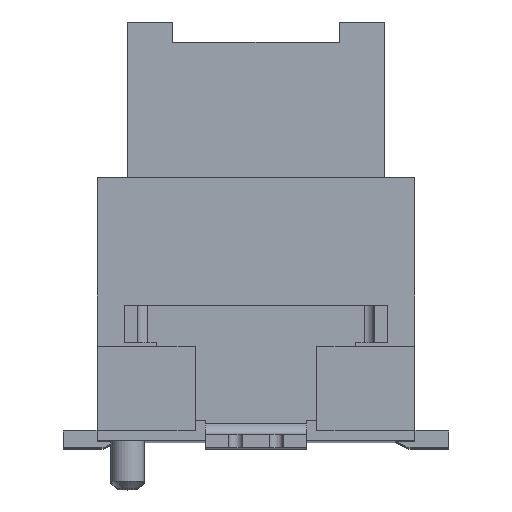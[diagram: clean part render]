
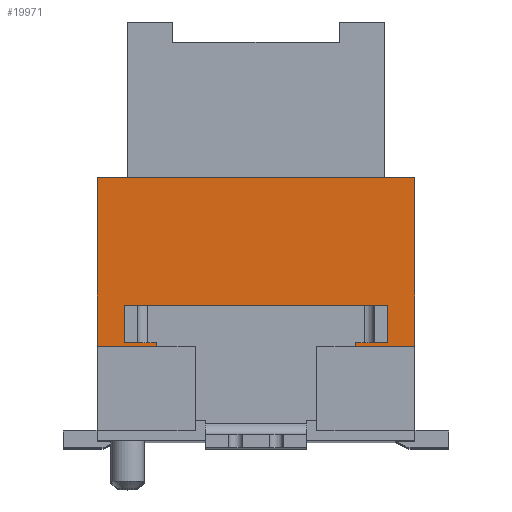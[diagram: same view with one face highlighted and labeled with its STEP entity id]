
A CAD part, top view. The second image highlights one B-rep face of the part: STEP entity #19971.
In plain terms, the highlighted planar face has unit normal (0, 0, 1).
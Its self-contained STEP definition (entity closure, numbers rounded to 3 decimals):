
#843=FACE_OUTER_BOUND('',#1871,.T.);
#1871=EDGE_LOOP('',(#13139,#13140,#13141,#13142,#13143,#13144,#13145,#13146,
#13147,#13148,#13149,#13150,#13151,#13152,#13153,#13154));
#2895=LINE('',#28259,#5424);
#2912=LINE('',#28308,#5441);
#2949=LINE('',#28398,#5478);
#2950=LINE('',#28400,#5479);
#2951=LINE('',#28402,#5480);
#2952=LINE('',#28404,#5481);
#2953=LINE('',#28406,#5482);
#2954=LINE('',#28408,#5483);
#2955=LINE('',#28410,#5484);
#2956=LINE('',#28411,#5485);
#2957=LINE('',#28413,#5486);
#2958=LINE('',#28414,#5487);
#2959=LINE('',#28416,#5488);
#2960=LINE('',#28418,#5489);
#2961=LINE('',#28420,#5490);
#2962=LINE('',#28421,#5491);
#5424=VECTOR('',#22586,1.);
#5441=VECTOR('',#22625,1.);
#5478=VECTOR('',#22688,1.);
#5479=VECTOR('',#22689,1.);
#5480=VECTOR('',#22690,1.);
#5481=VECTOR('',#22691,1.);
#5482=VECTOR('',#22692,1.);
#5483=VECTOR('',#22693,1.);
#5484=VECTOR('',#22694,1.);
#5485=VECTOR('',#22695,1.);
#5486=VECTOR('',#22696,1.);
#5487=VECTOR('',#22697,1.);
#5488=VECTOR('',#22698,1.);
#5489=VECTOR('',#22699,1.);
#5490=VECTOR('',#22700,1.);
#5491=VECTOR('',#22701,1.);
#7955=VERTEX_POINT('',#28256);
#7956=VERTEX_POINT('',#28258);
#7976=VERTEX_POINT('',#28305);
#7977=VERTEX_POINT('',#28307);
#8016=VERTEX_POINT('',#28396);
#8017=VERTEX_POINT('',#28397);
#8018=VERTEX_POINT('',#28399);
#8019=VERTEX_POINT('',#28401);
#8020=VERTEX_POINT('',#28403);
#8021=VERTEX_POINT('',#28405);
#8022=VERTEX_POINT('',#28407);
#8023=VERTEX_POINT('',#28409);
#8024=VERTEX_POINT('',#28412);
#8025=VERTEX_POINT('',#28415);
#8026=VERTEX_POINT('',#28417);
#8027=VERTEX_POINT('',#28419);
#10001=EDGE_CURVE('',#7956,#7955,#2895,.T.);
#10024=EDGE_CURVE('',#7976,#7977,#2912,.T.);
#10066=EDGE_CURVE('',#8016,#8017,#2949,.T.);
#10067=EDGE_CURVE('',#8016,#8018,#2950,.T.);
#10068=EDGE_CURVE('',#8019,#8018,#2951,.T.);
#10069=EDGE_CURVE('',#8020,#8019,#2952,.T.);
#10070=EDGE_CURVE('',#8021,#8020,#2953,.T.);
#10071=EDGE_CURVE('',#8022,#8021,#2954,.T.);
#10072=EDGE_CURVE('',#8022,#8023,#2955,.T.);
#10073=EDGE_CURVE('',#7977,#8023,#2956,.T.);
#10074=EDGE_CURVE('',#7976,#8024,#2957,.T.);
#10075=EDGE_CURVE('',#8024,#7956,#2958,.T.);
#10076=EDGE_CURVE('',#8025,#7955,#2959,.T.);
#10077=EDGE_CURVE('',#8025,#8026,#2960,.T.);
#10078=EDGE_CURVE('',#8026,#8027,#2961,.T.);
#10079=EDGE_CURVE('',#8017,#8027,#2962,.T.);
#13139=ORIENTED_EDGE('',*,*,#10066,.F.);
#13140=ORIENTED_EDGE('',*,*,#10067,.T.);
#13141=ORIENTED_EDGE('',*,*,#10068,.F.);
#13142=ORIENTED_EDGE('',*,*,#10069,.F.);
#13143=ORIENTED_EDGE('',*,*,#10070,.F.);
#13144=ORIENTED_EDGE('',*,*,#10071,.F.);
#13145=ORIENTED_EDGE('',*,*,#10072,.T.);
#13146=ORIENTED_EDGE('',*,*,#10073,.F.);
#13147=ORIENTED_EDGE('',*,*,#10024,.F.);
#13148=ORIENTED_EDGE('',*,*,#10074,.T.);
#13149=ORIENTED_EDGE('',*,*,#10075,.T.);
#13150=ORIENTED_EDGE('',*,*,#10001,.T.);
#13151=ORIENTED_EDGE('',*,*,#10076,.F.);
#13152=ORIENTED_EDGE('',*,*,#10077,.T.);
#13153=ORIENTED_EDGE('',*,*,#10078,.T.);
#13154=ORIENTED_EDGE('',*,*,#10079,.F.);
#19207=PLANE('',#21026);
#19971=ADVANCED_FACE('',(#843),#19207,.T.);
#21026=AXIS2_PLACEMENT_3D('',#28395,#22686,#22687);
#22586=DIRECTION('',(1.,0.,0.));
#22625=DIRECTION('',(0.,1.,0.));
#22686=DIRECTION('center_axis',(0.,0.,1.));
#22687=DIRECTION('ref_axis',(1.,0.,0.));
#22688=DIRECTION('',(0.,1.,0.));
#22689=DIRECTION('',(1.,0.,0.));
#22690=DIRECTION('',(0.,1.,0.));
#22691=DIRECTION('',(-1.,0.,0.));
#22692=DIRECTION('',(0.,-1.,0.));
#22693=DIRECTION('',(1.,0.,0.));
#22694=DIRECTION('',(0.,1.,0.));
#22695=DIRECTION('',(-1.,0.,0.));
#22696=DIRECTION('',(-1.,0.,0.));
#22697=DIRECTION('',(0.,-1.,0.));
#22698=DIRECTION('',(0.,-1.,0.));
#22699=DIRECTION('',(1.,0.,0.));
#22700=DIRECTION('',(0.,1.,0.));
#22701=DIRECTION('',(1.,0.,0.));
#28256=CARTESIAN_POINT('',(0.691,0.438,1.875));
#28258=CARTESIAN_POINT('',(0.666,0.438,1.875));
#28259=CARTESIAN_POINT('',(0.,0.438,1.875));
#28305=CARTESIAN_POINT('',(0.841,1.388,1.875));
#28307=CARTESIAN_POINT('',(0.841,1.938,1.875));
#28308=CARTESIAN_POINT('',(0.841,-0.04,1.875));
#28395=CARTESIAN_POINT('Origin',(-3.276,-0.16,1.875));
#28396=CARTESIAN_POINT('',(-3.159,1.338,1.875));
#28397=CARTESIAN_POINT('',(-3.159,3.838,1.875));
#28398=CARTESIAN_POINT('',(-3.159,0.,1.875));
#28399=CARTESIAN_POINT('',(-2.309,1.338,1.875));
#28400=CARTESIAN_POINT('',(0.,1.338,1.875));
#28401=CARTESIAN_POINT('',(-2.309,0.438,1.875));
#28402=CARTESIAN_POINT('',(-2.309,0.,1.875));
#28403=CARTESIAN_POINT('',(-2.284,0.438,1.875));
#28404=CARTESIAN_POINT('',(0.,0.438,1.875));
#28405=CARTESIAN_POINT('',(-2.284,1.388,1.875));
#28406=CARTESIAN_POINT('',(-2.284,0.,1.875));
#28407=CARTESIAN_POINT('',(-2.459,1.388,1.875));
#28408=CARTESIAN_POINT('',(0.,1.388,1.875));
#28409=CARTESIAN_POINT('',(-2.459,1.938,1.875));
#28410=CARTESIAN_POINT('',(-2.459,1.561,1.875));
#28411=CARTESIAN_POINT('',(0.,1.938,1.875));
#28412=CARTESIAN_POINT('',(0.666,1.388,1.875));
#28413=CARTESIAN_POINT('',(0.,1.388,1.875));
#28414=CARTESIAN_POINT('',(0.666,0.,1.875));
#28415=CARTESIAN_POINT('',(0.691,1.338,1.875));
#28416=CARTESIAN_POINT('',(0.691,0.,1.875));
#28417=CARTESIAN_POINT('',(1.541,1.338,1.875));
#28418=CARTESIAN_POINT('',(0.,1.338,1.875));
#28419=CARTESIAN_POINT('',(1.541,3.838,1.875));
#28420=CARTESIAN_POINT('',(1.541,0.,1.875));
#28421=CARTESIAN_POINT('',(0.,3.838,1.875));
